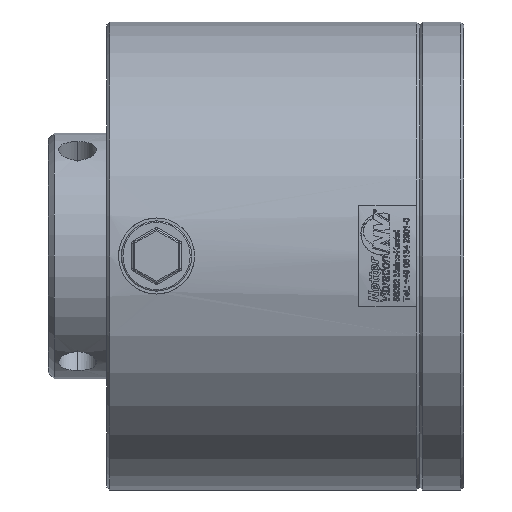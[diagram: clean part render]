
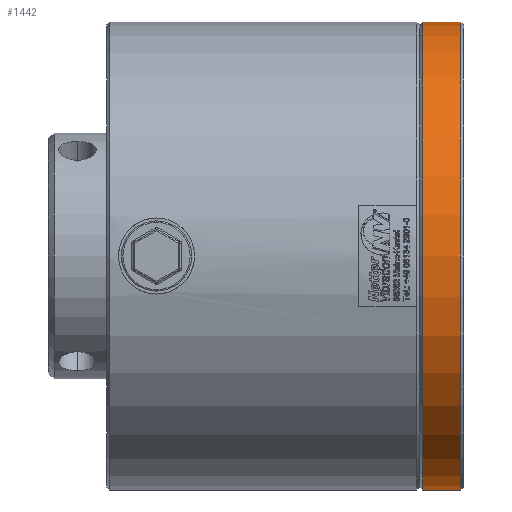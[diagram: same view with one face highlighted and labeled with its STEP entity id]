
A CAD part, front view. The second image highlights one B-rep face of the part: STEP entity #1442.
In plain terms, the highlighted cylindrical face has radius 80 mm (diameter 160 mm), a partial arc.
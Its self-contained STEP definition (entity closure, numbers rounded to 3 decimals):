
#649 = VECTOR ( 'NONE', #28438, 1000. ) ;
#1442 = ADVANCED_FACE ( 'NONE', ( #7131 ), #7485, .T. ) ;
#1747 = DIRECTION ( 'NONE',  ( 1., 0., 0. ) ) ;
#2103 = EDGE_CURVE ( 'NONE', #28467, #3452, #11215, .T. ) ;
#3452 = VERTEX_POINT ( 'NONE', #10835 ) ;
#6217 = CARTESIAN_POINT ( 'NONE',  ( 1., 0., 80. ) ) ;
#6537 = ORIENTED_EDGE ( 'NONE', *, *, #21197, .T. ) ;
#6994 = DIRECTION ( 'NONE',  ( 1., 0., 0. ) ) ;
#7131 = FACE_OUTER_BOUND ( 'NONE', #27161, .T. ) ;
#7485 = CYLINDRICAL_SURFACE ( 'NONE', #13563, 80. ) ;
#7800 = AXIS2_PLACEMENT_3D ( 'NONE', #15791, #10990, #27957 ) ;
#8126 = VERTEX_POINT ( 'NONE', #12512 ) ;
#10075 = ORIENTED_EDGE ( 'NONE', *, *, #2103, .T. ) ;
#10835 = CARTESIAN_POINT ( 'NONE',  ( 1., 0., -80. ) ) ;
#10990 = DIRECTION ( 'NONE',  ( -1., 0., 0. ) ) ;
#11215 = CIRCLE ( 'NONE', #27730, 80. ) ;
#12512 = CARTESIAN_POINT ( 'NONE',  ( 14., 0., 80. ) ) ;
#13062 = CARTESIAN_POINT ( 'NONE',  ( 1., 0., 0. ) ) ;
#13563 = AXIS2_PLACEMENT_3D ( 'NONE', #16323, #6994, #16727 ) ;
#15791 = CARTESIAN_POINT ( 'NONE',  ( 14., 0., 0. ) ) ;
#15995 = CARTESIAN_POINT ( 'NONE',  ( 0., 0., 80. ) ) ;
#16323 = CARTESIAN_POINT ( 'NONE',  ( 0., 0., 0. ) ) ;
#16510 = CARTESIAN_POINT ( 'NONE',  ( 14., 0., -80. ) ) ;
#16665 = CARTESIAN_POINT ( 'NONE',  ( 0., 0., -80. ) ) ;
#16727 = DIRECTION ( 'NONE',  ( 0., 0., -1. ) ) ;
#17397 = EDGE_CURVE ( 'NONE', #29298, #8126, #18411, .T. ) ;
#18411 = CIRCLE ( 'NONE', #7800, 80. ) ;
#18817 = LINE ( 'NONE', #15995, #26404 ) ;
#20279 = DIRECTION ( 'NONE',  ( 0., 0., -1. ) ) ;
#21197 = EDGE_CURVE ( 'NONE', #3452, #29298, #22110, .T. ) ;
#22110 = LINE ( 'NONE', #16665, #649 ) ;
#22633 = DIRECTION ( 'NONE',  ( 1., 0., 0. ) ) ;
#25805 = EDGE_CURVE ( 'NONE', #28467, #8126, #18817, .T. ) ;
#26404 = VECTOR ( 'NONE', #1747, 1000. ) ;
#27161 = EDGE_LOOP ( 'NONE', ( #28607, #10075, #6537, #29797 ) ) ;
#27730 = AXIS2_PLACEMENT_3D ( 'NONE', #13062, #22633, #20279 ) ;
#27957 = DIRECTION ( 'NONE',  ( 0., 0., -1. ) ) ;
#28438 = DIRECTION ( 'NONE',  ( 1., 0., 0. ) ) ;
#28467 = VERTEX_POINT ( 'NONE', #6217 ) ;
#28607 = ORIENTED_EDGE ( 'NONE', *, *, #25805, .F. ) ;
#29298 = VERTEX_POINT ( 'NONE', #16510 ) ;
#29797 = ORIENTED_EDGE ( 'NONE', *, *, #17397, .T. ) ;
